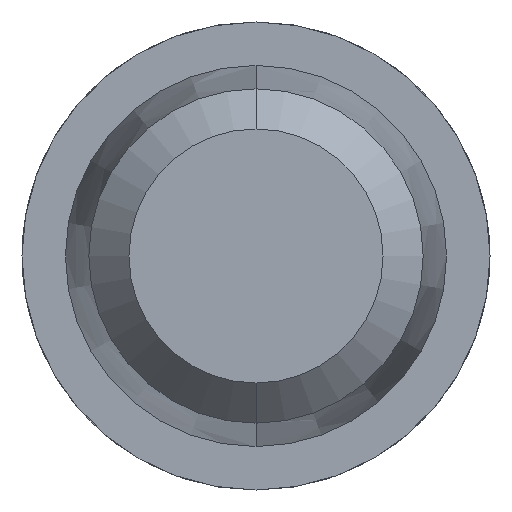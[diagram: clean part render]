
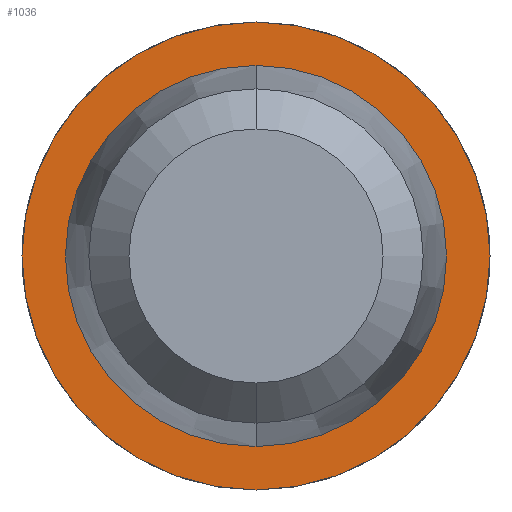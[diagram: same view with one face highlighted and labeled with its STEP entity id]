
A CAD part, front view. The second image highlights one B-rep face of the part: STEP entity #1036.
In plain terms, the highlighted planar face has unit normal (0, -1, 0).
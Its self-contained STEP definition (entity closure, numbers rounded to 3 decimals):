
#107 = DIRECTION ( 'NONE',  ( 0., -1., 0. ) ) ;
#209 = FACE_BOUND ( 'NONE', #3324, .T. ) ;
#227 = EDGE_CURVE ( 'Defeature ausgef�hrt2_10+Defeature ausgef�hrt2_11+Defeature ausgef�hrt2_11+Defeature ausgef�hrt2_11', #2919, #2396, #272, .T. ) ;
#236 = DIRECTION ( 'NONE',  ( 0., -1., 0. ) ) ;
#272 = CIRCLE ( 'NONE', #1924, 0.7 ) ;
#302 = CARTESIAN_POINT ( 'NONE',  ( 0., 26., 0. ) ) ;
#318 = EDGE_CURVE ( 'Defeature ausgef�hrt2_10+Defeature ausgef�hrt2_11+Defeature ausgef�hrt2_11+Defeature ausgef�hrt2_11', #2396, #2919, #2727, .T. ) ;
#513 = FACE_OUTER_BOUND ( 'NONE', #1226, .T. ) ;
#617 = CARTESIAN_POINT ( 'NONE',  ( 0., 26., -0.7 ) ) ;
#938 = DIRECTION ( 'NONE',  ( 0., -1., 0. ) ) ;
#1036 = ADVANCED_FACE ( 'Defeature ausgef�hrt2_10', ( #513, #209 ), #2970, .T. ) ;
#1186 = EDGE_CURVE ( 'Defeature ausgef�hrt2_9+Defeature ausgef�hrt2_10+Defeature ausgef�hrt2_10+Defeature ausgef�hrt2_10', #3137, #3648, #2756, .T. ) ;
#1226 = EDGE_LOOP ( 'NONE', ( #2046, #3347 ) ) ;
#1252 = CARTESIAN_POINT ( 'NONE',  ( 0., 26., -0.57 ) ) ;
#1765 = ORIENTED_EDGE ( 'NONE', *, *, #2733, .F. ) ;
#1774 = AXIS2_PLACEMENT_3D ( 'NONE', #302, #938, #3561 ) ;
#1924 = AXIS2_PLACEMENT_3D ( 'NONE', #2707, #107, #2072 ) ;
#1971 = CIRCLE ( 'NONE', #4098, 0.57 ) ;
#2046 = ORIENTED_EDGE ( 'NONE', *, *, #318, .T. ) ;
#2072 = DIRECTION ( 'NONE',  ( 0., 0., -1. ) ) ;
#2124 = AXIS2_PLACEMENT_3D ( 'NONE', #3616, #2306, #4309 ) ;
#2306 = DIRECTION ( 'NONE',  ( 0., -1., 0. ) ) ;
#2396 = VERTEX_POINT ( 'NONE', #617 ) ;
#2488 = DIRECTION ( 'NONE',  ( 0., -1., 0. ) ) ;
#2573 = DIRECTION ( 'NONE',  ( 0., 0., -1. ) ) ;
#2707 = CARTESIAN_POINT ( 'NONE',  ( 0., 26., 0. ) ) ;
#2727 = CIRCLE ( 'NONE', #3613, 0.7 ) ;
#2733 = EDGE_CURVE ( 'Defeature ausgef�hrt2_9+Defeature ausgef�hrt2_10+Defeature ausgef�hrt2_10+Defeature ausgef�hrt2_10', #3648, #3137, #1971, .T. ) ;
#2756 = CIRCLE ( 'NONE', #1774, 0.57 ) ;
#2788 = ORIENTED_EDGE ( 'NONE', *, *, #1186, .F. ) ;
#2919 = VERTEX_POINT ( 'NONE', #3984 ) ;
#2970 = PLANE ( 'NONE',  #2124 ) ;
#3125 = DIRECTION ( 'NONE',  ( 0., 0., -1. ) ) ;
#3137 = VERTEX_POINT ( 'NONE', #4178 ) ;
#3324 = EDGE_LOOP ( 'NONE', ( #2788, #1765 ) ) ;
#3347 = ORIENTED_EDGE ( 'NONE', *, *, #227, .T. ) ;
#3433 = CARTESIAN_POINT ( 'NONE',  ( 0., 26., 0. ) ) ;
#3561 = DIRECTION ( 'NONE',  ( 0., 0., -1. ) ) ;
#3613 = AXIS2_PLACEMENT_3D ( 'NONE', #3433, #2488, #3125 ) ;
#3616 = CARTESIAN_POINT ( 'NONE',  ( 0.57, 26., 0. ) ) ;
#3648 = VERTEX_POINT ( 'NONE', #1252 ) ;
#3869 = CARTESIAN_POINT ( 'NONE',  ( 0., 26., 0. ) ) ;
#3984 = CARTESIAN_POINT ( 'NONE',  ( 0., 26., 0.7 ) ) ;
#4098 = AXIS2_PLACEMENT_3D ( 'NONE', #3869, #236, #2573 ) ;
#4178 = CARTESIAN_POINT ( 'NONE',  ( 0., 26., 0.57 ) ) ;
#4309 = DIRECTION ( 'NONE',  ( 0., 0., -1. ) ) ;
